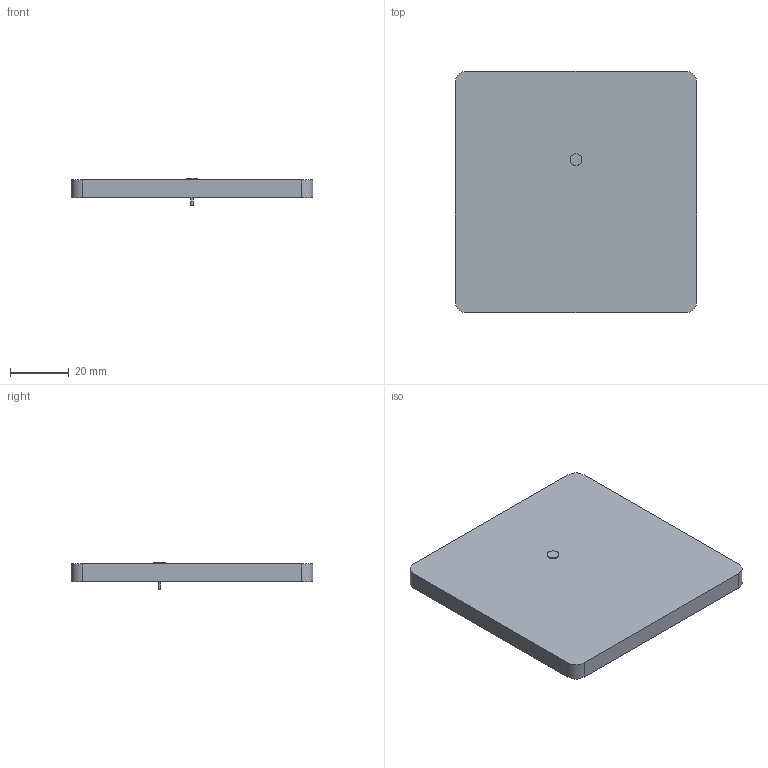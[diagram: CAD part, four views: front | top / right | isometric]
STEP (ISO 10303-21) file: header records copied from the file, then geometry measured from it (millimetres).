
FILE_DESCRIPTION(/* description */ (''),/* implementation_level */ '2;1');
FILE_NAME(/* name */ 'Abracon_APAES868R8060C16-T',/* time_stamp */ '2019-11-20T13:13:22+01:00',/* author */ (''),/* organization */ (''),/* preprocessor_version */ 'ST-DEVELOPER v9',/* originating_system */ 'UGS - NX 4.0',/* authorisation */ '');
FILE_SCHEMA (('CONFIG_CONTROL_DESIGN'));
Length unit declared in the file: millimetre
Products named in the file (1): GaveDA8F9bqf
Bounding box: 82 x 82 x 9.2 mm (x, y, z)
Volume: 40269.6 mm3; surface area: 15361.2 mm2
Topology: 1 solids, 1 shells, 14 faces, 31 edges, 21 vertices
Faces by surface type: plane 8, cylinder 6
Full cylindrical faces by diameter (mm): 0.9 x1, 4 x1
Entity records: 462 total; most frequent: DIRECTION 70, CARTESIAN_POINT 63, ORIENTED_EDGE 56, EDGE_CURVE 28, AXIS2_PLACEMENT_3D 27, VERTEX_POINT 20, EDGE_LOOP 18, LINE 16
